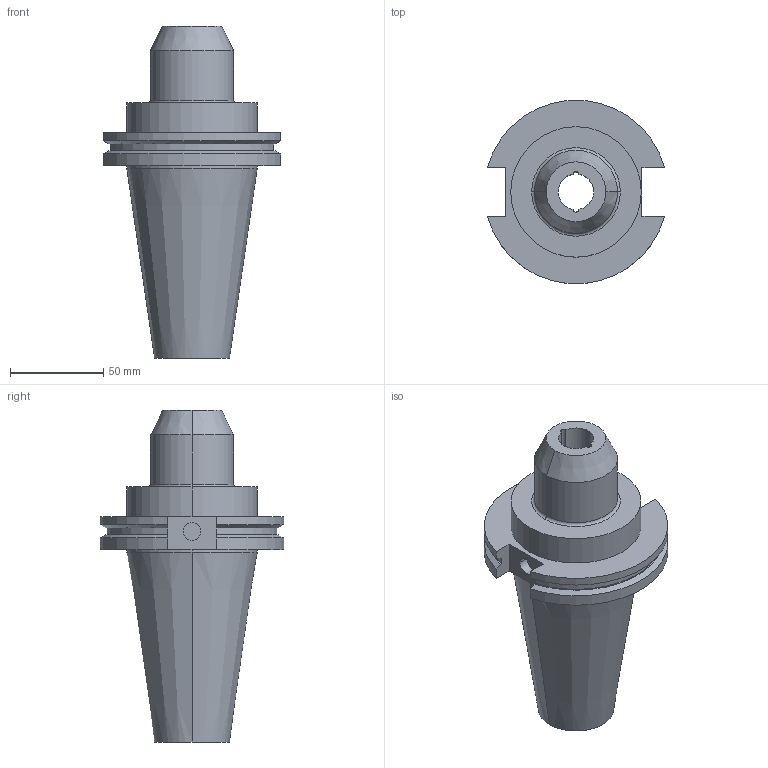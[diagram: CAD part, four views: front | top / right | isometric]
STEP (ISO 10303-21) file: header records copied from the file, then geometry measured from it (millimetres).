
FILE_DESCRIPTION (( 'STEP AP203' ), '1' );
FILE_NAME ('STP-SATE-44.653.64.300B.STEP', '2019-12-06T07:25:20', ( '' ), ( '' ), 'SwSTEP 2.0', 'SolidWorks 2017', '' );
FILE_SCHEMA (( 'CONFIG_CONTROL_DESIGN' ));
Length unit declared in the file: millimetre
Products named in the file (1): STP-SATE-44.653.64.300B
Bounding box: 94.95 x 98.05 x 177.8 mm (x, y, z)
Volume: 422889.5 mm3; surface area: 56998.7 mm2
Topology: 1 solids, 1 shells, 68 faces, 161 edges, 102 vertices
Faces by surface type: cylinder 33, plane 19, cone 14, torus 2
Entity records: 2066 total; most frequent: DIRECTION 371, CARTESIAN_POINT 356, ORIENTED_EDGE 322, EDGE_CURVE 161, AXIS2_PLACEMENT_3D 149, VERTEX_POINT 102, CIRCLE 80, EDGE_LOOP 77
